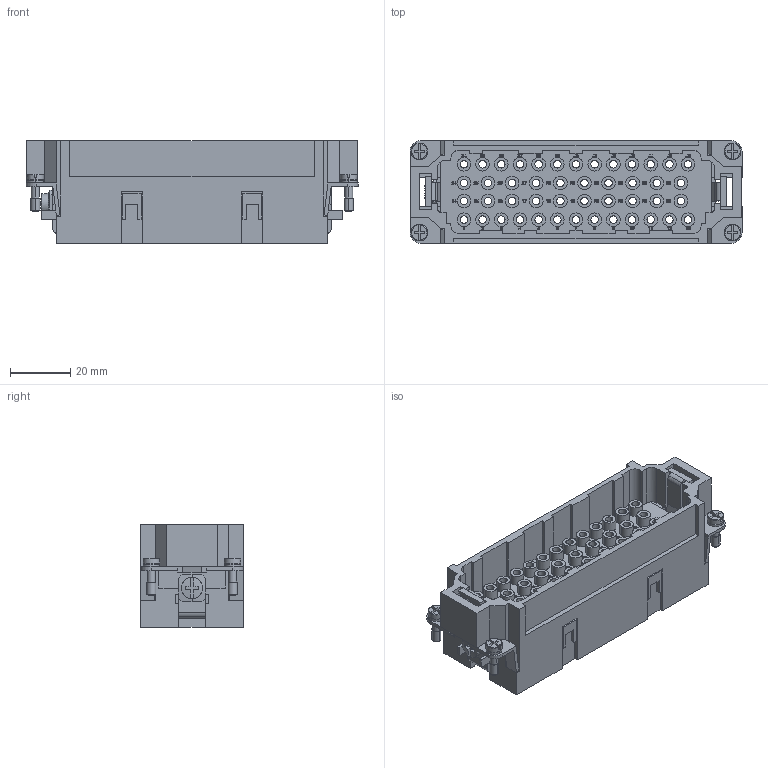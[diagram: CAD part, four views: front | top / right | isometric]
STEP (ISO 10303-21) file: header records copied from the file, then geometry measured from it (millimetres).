
FILE_DESCRIPTION((''),'2;1');
FILE_NAME('CQEM 46.stp','2006-11-28T18:17:33',('gembarski'),(''),'Autodesk Inventor 7','Autodesk Inventor 7','');
FILE_SCHEMA(('AUTOMOTIVE_DESIGN { 1 0 10303 214 1 1 1 1 }'));
Length unit declared in the file: millimetre
Products named in the file (1): CQEM 46
Bounding box: 110.2 x 34 x 34.01 mm (x, y, z)
Volume: 53884.4 mm3; surface area: 42089.4 mm2
Topology: 1 solids, 1 shells, 3433 faces, 9179 edges, 6103 vertices
Faces by surface type: bspline 1573, plane 1497, cylinder 347, torus 8, sphere 4, cone 4
Entity records: 114677 total; most frequent: CARTESIAN_POINT 37722, ORIENTED_EDGE 18364, DIRECTION 11161, EDGE_CURVE 9182, VERTEX_POINT 6103, VECTOR 5589, LINE 5589, EDGE_LOOP 3887
